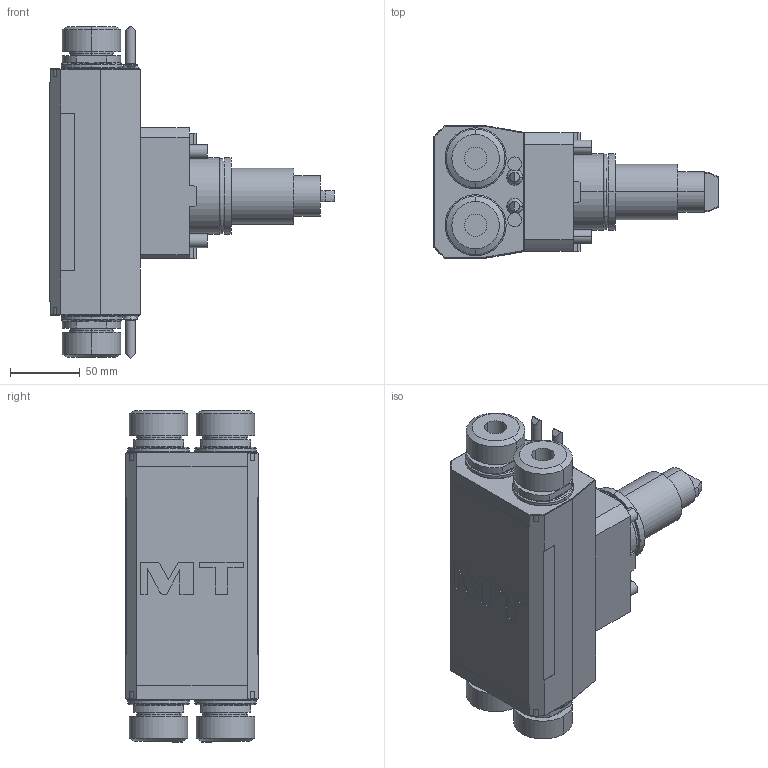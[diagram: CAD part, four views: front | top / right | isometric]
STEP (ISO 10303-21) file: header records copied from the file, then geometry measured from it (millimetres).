
FILE_DESCRIPTION((''),'2;1');
FILE_NAME('DWO2400425_CONF','2023-04-11T15:11:33',('gvalli'),('M.T. srl'),'CREO PARAMETRIC BY PTC INC, 2021072','CREO PARAMETRIC BY PTC INC, 2021072','');
FILE_SCHEMA(('CONFIG_CONTROL_DESIGN'));
Length unit declared in the file: millimetre
Products named in the file (1): DWO2400425_CONF
Bounding box: 204 x 95 x 238 mm (x, y, z)
Volume: 1631440.2 mm3; surface area: 127603.8 mm2
Topology: 1 solids, 1 shells, 390 faces, 899 edges, 574 vertices
Faces by surface type: plane 194, cylinder 142, torus 26, cone 18, sphere 8, extrusion 2
Entity records: 11637 total; most frequent: CARTESIAN_POINT 2455, DIRECTION 2021, ORIENTED_EDGE 1798, EDGE_CURVE 899, AXIS2_PLACEMENT_3D 764, VERTEX_POINT 574, VECTOR 493, LINE 491
